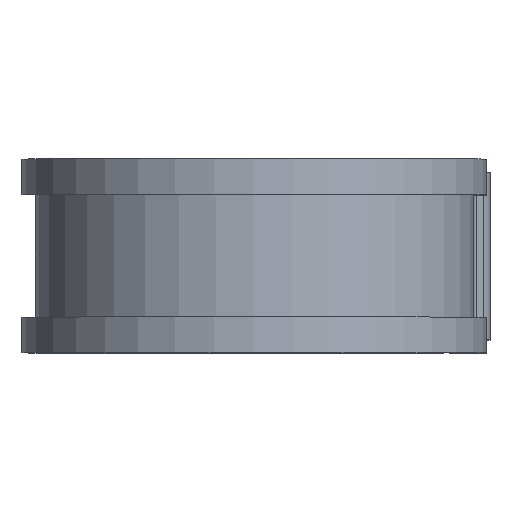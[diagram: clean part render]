
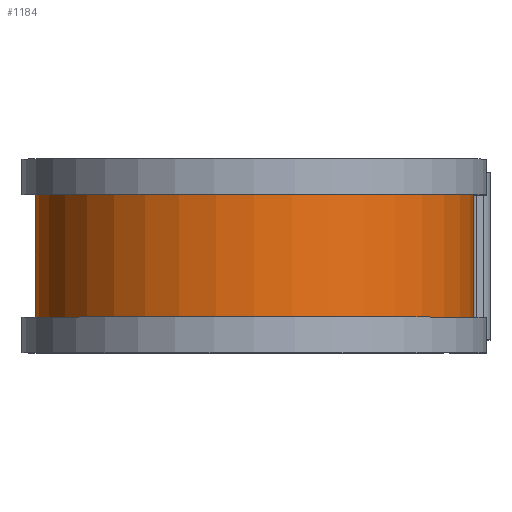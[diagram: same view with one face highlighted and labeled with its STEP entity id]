
A CAD part, top view. The second image highlights one B-rep face of the part: STEP entity #1184.
In plain terms, the highlighted cylindrical face has radius 24.968 mm (diameter 49.936 mm), a partial arc.
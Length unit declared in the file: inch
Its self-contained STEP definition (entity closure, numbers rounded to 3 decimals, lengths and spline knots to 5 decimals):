
#129 = ORIENTED_EDGE ( 'NONE', *, *, #1200, .F. ) ;
#159 = VERTEX_POINT ( 'NONE', #461 ) ;
#169 = CARTESIAN_POINT ( 'NONE',  ( 0.983, 0.275, 0. ) ) ;
#265 = EDGE_CURVE ( 'NONE', #1730, #567, #580, .T. ) ;
#310 = DIRECTION ( 'NONE',  ( 0., 0., -1. ) ) ;
#324 = CARTESIAN_POINT ( 'NONE',  ( 0., 0.375, -0.983 ) ) ;
#335 = DIRECTION ( 'NONE',  ( 0., -1., 0. ) ) ;
#360 = EDGE_CURVE ( 'NONE', #567, #159, #549, .T. ) ;
#376 = CARTESIAN_POINT ( 'NONE',  ( 0.983, -0.275, 0. ) ) ;
#419 = CARTESIAN_POINT ( 'NONE',  ( 0., 0.375, 0. ) ) ;
#423 = AXIS2_PLACEMENT_3D ( 'NONE', #1209, #644, #1236 ) ;
#461 = CARTESIAN_POINT ( 'NONE',  ( 0., -0.275, -0.983 ) ) ;
#527 = AXIS2_PLACEMENT_3D ( 'NONE', #631, #615, #604 ) ;
#528 = DIRECTION ( 'NONE',  ( 0., -1., 0. ) ) ;
#540 = DIRECTION ( 'NONE',  ( 0., -1., 0. ) ) ;
#549 = LINE ( 'NONE', #324, #1540 ) ;
#554 = VERTEX_POINT ( 'NONE', #376 ) ;
#558 = CARTESIAN_POINT ( 'NONE',  ( 0.983, 0.375, 0. ) ) ;
#567 = VERTEX_POINT ( 'NONE', #1680 ) ;
#580 = CIRCLE ( 'NONE', #527, 0.983 ) ;
#604 = DIRECTION ( 'NONE',  ( 0., 0., -1. ) ) ;
#615 = DIRECTION ( 'NONE',  ( 0., -1., 0. ) ) ;
#631 = CARTESIAN_POINT ( 'NONE',  ( 0., 0.275, 0. ) ) ;
#644 = DIRECTION ( 'NONE',  ( 0., -1., 0. ) ) ;
#669 = AXIS2_PLACEMENT_3D ( 'NONE', #419, #335, #310 ) ;
#867 = EDGE_CURVE ( 'NONE', #554, #159, #1620, .T. ) ;
#912 = EDGE_LOOP ( 'NONE', ( #129, #924, #1615, #1636 ) ) ;
#924 = ORIENTED_EDGE ( 'NONE', *, *, #265, .T. ) ;
#1184 = ADVANCED_FACE ( 'NONE', ( #1454 ), #1457, .T. ) ;
#1200 = EDGE_CURVE ( 'NONE', #1730, #554, #1483, .T. ) ;
#1209 = CARTESIAN_POINT ( 'NONE',  ( 0., -0.275, 0. ) ) ;
#1236 = DIRECTION ( 'NONE',  ( 0., 0., -1. ) ) ;
#1420 = VECTOR ( 'NONE', #540, 39.37008 ) ;
#1454 = FACE_OUTER_BOUND ( 'NONE', #912, .T. ) ;
#1457 = CYLINDRICAL_SURFACE ( 'NONE', #669, 0.983 ) ;
#1483 = LINE ( 'NONE', #558, #1420 ) ;
#1540 = VECTOR ( 'NONE', #528, 39.37008 ) ;
#1615 = ORIENTED_EDGE ( 'NONE', *, *, #360, .T. ) ;
#1620 = CIRCLE ( 'NONE', #423, 0.983 ) ;
#1636 = ORIENTED_EDGE ( 'NONE', *, *, #867, .F. ) ;
#1680 = CARTESIAN_POINT ( 'NONE',  ( 0., 0.275, -0.983 ) ) ;
#1730 = VERTEX_POINT ( 'NONE', #169 ) ;
